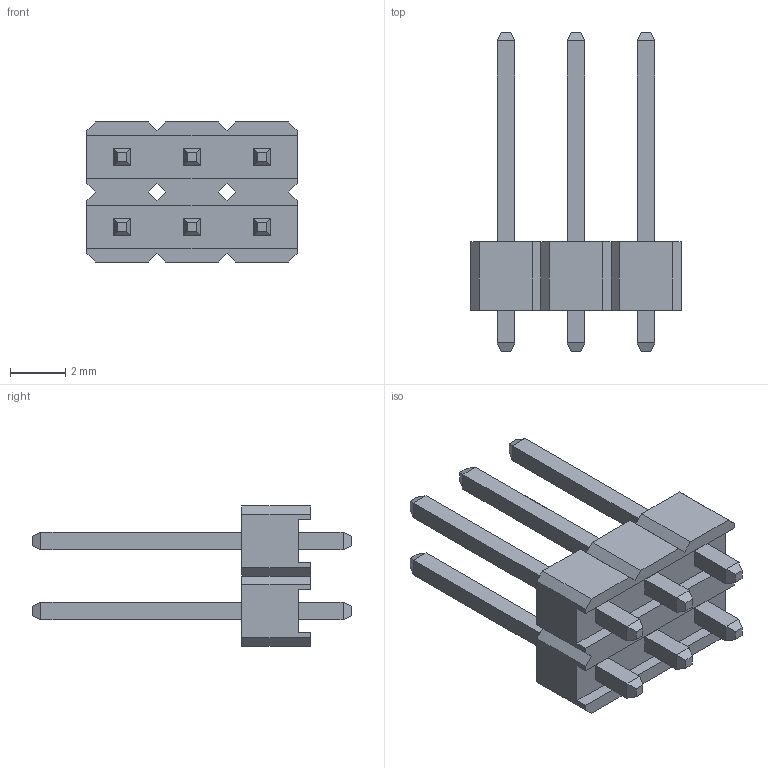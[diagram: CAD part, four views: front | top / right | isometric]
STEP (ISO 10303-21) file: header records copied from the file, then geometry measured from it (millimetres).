
FILE_DESCRIPTION (( 'STEP AP214' ), '1' );
FILE_NAME ('0_3_WAY12071721499720.step', '2006-12-07T22:21:49', ( 'SysAdmin' ), ( 'SolidWorks' ), 'SwSTEP 2.0', 'SolidWorks 2007', '' );
FILE_SCHEMA (( 'AUTOMOTIVE_DESIGN' ));
Length unit declared in the file: millimetre
Products named in the file (1): 0_3_WAY12071721499720
Bounding box: 7.62 x 11.6 x 5.08 mm (x, y, z)
Volume: 107.3 mm3; surface area: 303.6 mm2
Topology: 1 solids, 1 shells, 152 faces, 366 edges, 228 vertices
Faces by surface type: plane 152
Entity records: 4781 total; most frequent: CARTESIAN_POINT 747, ORIENTED_EDGE 732, DIRECTION 672, EDGE_CURVE 366, VECTOR 366, LINE 366, VERTEX_POINT 228, EDGE_LOOP 168
